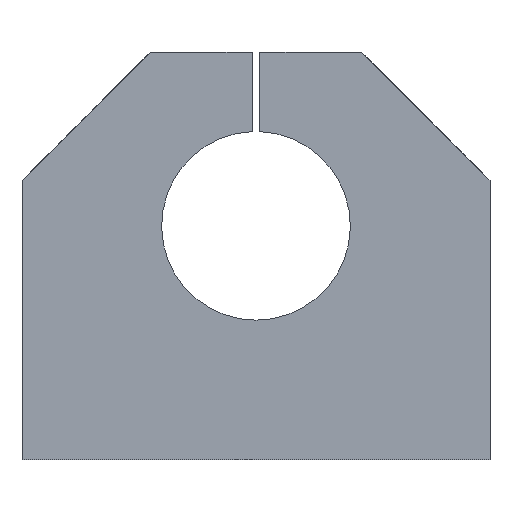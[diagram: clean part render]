
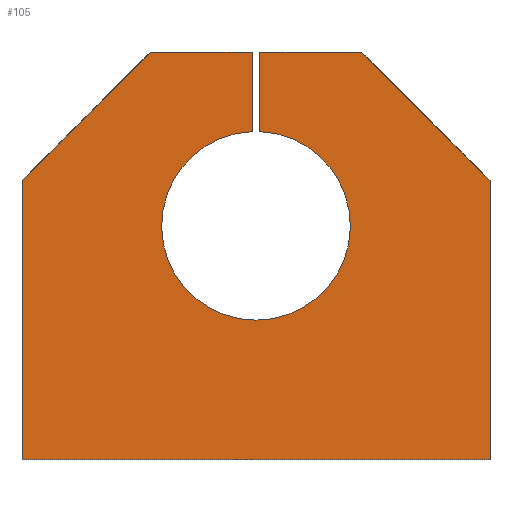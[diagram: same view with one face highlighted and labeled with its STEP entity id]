
A CAD part, front view. The second image highlights one B-rep face of the part: STEP entity #105.
In plain terms, the highlighted planar face has unit normal (0, -1, 0).
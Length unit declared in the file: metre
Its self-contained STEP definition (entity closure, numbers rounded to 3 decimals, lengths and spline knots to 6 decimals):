
#105 = ADVANCED_FACE( '', ( #220 ), #221, .F. );
#220 = FACE_OUTER_BOUND( '', #329, .T. );
#221 = PLANE( '', #330 );
#329 = EDGE_LOOP( '', ( #548, #549, #550, #551, #552, #553, #554, #555, #556, #557 ) );
#330 = AXIS2_PLACEMENT_3D( '', #558, #559, #560 );
#548 = ORIENTED_EDGE( '', *, *, #661, .T. );
#549 = ORIENTED_EDGE( '', *, *, #598, .F. );
#550 = ORIENTED_EDGE( '', *, *, #632, .F. );
#551 = ORIENTED_EDGE( '', *, *, #651, .F. );
#552 = ORIENTED_EDGE( '', *, *, #659, .F. );
#553 = ORIENTED_EDGE( '', *, *, #656, .F. );
#554 = ORIENTED_EDGE( '', *, *, #605, .F. );
#555 = ORIENTED_EDGE( '', *, *, #635, .F. );
#556 = ORIENTED_EDGE( '', *, *, #595, .T. );
#557 = ORIENTED_EDGE( '', *, *, #642, .T. );
#558 = CARTESIAN_POINT( '', ( -0.031, -0.014, 0. ) );
#559 = DIRECTION( '', ( 0., 1., 0. ) );
#560 = DIRECTION( '', ( 0., 0., 1. ) );
#595 = EDGE_CURVE( '', #700, #698, #701, .T. );
#598 = EDGE_CURVE( '', #704, #705, #706, .T. );
#605 = EDGE_CURVE( '', #713, #715, #716, .T. );
#632 = EDGE_CURVE( '', #756, #704, #758, .T. );
#635 = EDGE_CURVE( '', #700, #713, #762, .T. );
#642 = EDGE_CURVE( '', #698, #770, #772, .T. );
#651 = EDGE_CURVE( '', #780, #756, #782, .T. );
#656 = EDGE_CURVE( '', #715, #788, #789, .T. );
#659 = EDGE_CURVE( '', #788, #780, #792, .T. );
#661 = EDGE_CURVE( '', #770, #705, #794, .T. );
#698 = VERTEX_POINT( '', #920 );
#700 = VERTEX_POINT( '', #923 );
#701 = LINE( '', #924, #925 );
#704 = VERTEX_POINT( '', #929 );
#705 = VERTEX_POINT( '', #930 );
#706 = LINE( '', #931, #932 );
#713 = VERTEX_POINT( '', #941 );
#715 = VERTEX_POINT( '', #944 );
#716 = LINE( '', #945, #946 );
#756 = VERTEX_POINT( '', #1000 );
#758 = LINE( '', #1003, #1004 );
#762 = LINE( '', #1008, #1009 );
#770 = VERTEX_POINT( '', #1020 );
#772 = CIRCLE( '', #1023, 0.0125 );
#780 = VERTEX_POINT( '', #1033 );
#782 = LINE( '', #1036, #1037 );
#788 = VERTEX_POINT( '', #1043 );
#789 = LINE( '', #1044, #1045 );
#792 = LINE( '', #1049, #1050 );
#794 = LINE( '', #1052, #1053 );
#920 = CARTESIAN_POINT( '', ( 0.0005, -0.014, 0.04349 ) );
#923 = CARTESIAN_POINT( '', ( 0.0005, -0.014, 0.054 ) );
#924 = CARTESIAN_POINT( '', ( 0.0005, -0.014, 0.054 ) );
#925 = VECTOR( '', #1081, 1. );
#929 = CARTESIAN_POINT( '', ( -0.014, -0.014, 0.054 ) );
#930 = CARTESIAN_POINT( '', ( -0.0005, -0.014, 0.054 ) );
#931 = CARTESIAN_POINT( '', ( -0.014, -0.014, 0.054 ) );
#932 = VECTOR( '', #1083, 1. );
#941 = CARTESIAN_POINT( '', ( 0.014, -0.014, 0.054 ) );
#944 = CARTESIAN_POINT( '', ( 0.031, -0.014, 0.037 ) );
#945 = CARTESIAN_POINT( '', ( 0.014, -0.014, 0.054 ) );
#946 = VECTOR( '', #1090, 1. );
#1000 = CARTESIAN_POINT( '', ( -0.031, -0.014, 0.037 ) );
#1003 = CARTESIAN_POINT( '', ( -0.031, -0.014, 0.037 ) );
#1004 = VECTOR( '', #1118, 1. );
#1008 = CARTESIAN_POINT( '', ( -0.014, -0.014, 0.054 ) );
#1009 = VECTOR( '', #1122, 1. );
#1020 = CARTESIAN_POINT( '', ( -0.0005, -0.014, 0.04349 ) );
#1023 = AXIS2_PLACEMENT_3D( '', #1127, #1128, #1129 );
#1033 = CARTESIAN_POINT( '', ( -0.031, -0.014, 0. ) );
#1036 = CARTESIAN_POINT( '', ( -0.031, -0.014, 0. ) );
#1037 = VECTOR( '', #1133, 1. );
#1043 = CARTESIAN_POINT( '', ( 0.031, -0.014, 0. ) );
#1044 = CARTESIAN_POINT( '', ( 0.031, -0.014, 0.037 ) );
#1045 = VECTOR( '', #1137, 1. );
#1049 = CARTESIAN_POINT( '', ( 0.031, -0.014, 0. ) );
#1050 = VECTOR( '', #1139, 1. );
#1052 = CARTESIAN_POINT( '', ( -0.0005, -0.014, 0.031 ) );
#1053 = VECTOR( '', #1140, 1. );
#1081 = DIRECTION( '', ( 0., 0., -1. ) );
#1083 = DIRECTION( '', ( 1., 0., 0. ) );
#1090 = DIRECTION( '', ( 0.707, 0., -0.707 ) );
#1118 = DIRECTION( '', ( 0.707, 0., 0.707 ) );
#1122 = DIRECTION( '', ( 1., 0., 0. ) );
#1127 = CARTESIAN_POINT( '', ( 0., -0.014, 0.031 ) );
#1128 = DIRECTION( '', ( 0., 1., 0. ) );
#1129 = DIRECTION( '', ( 1., 0., 0. ) );
#1133 = DIRECTION( '', ( 0., 0., 1. ) );
#1137 = DIRECTION( '', ( 0., 0., -1. ) );
#1139 = DIRECTION( '', ( -1., 0., 0. ) );
#1140 = DIRECTION( '', ( 0., 0., 1. ) );
